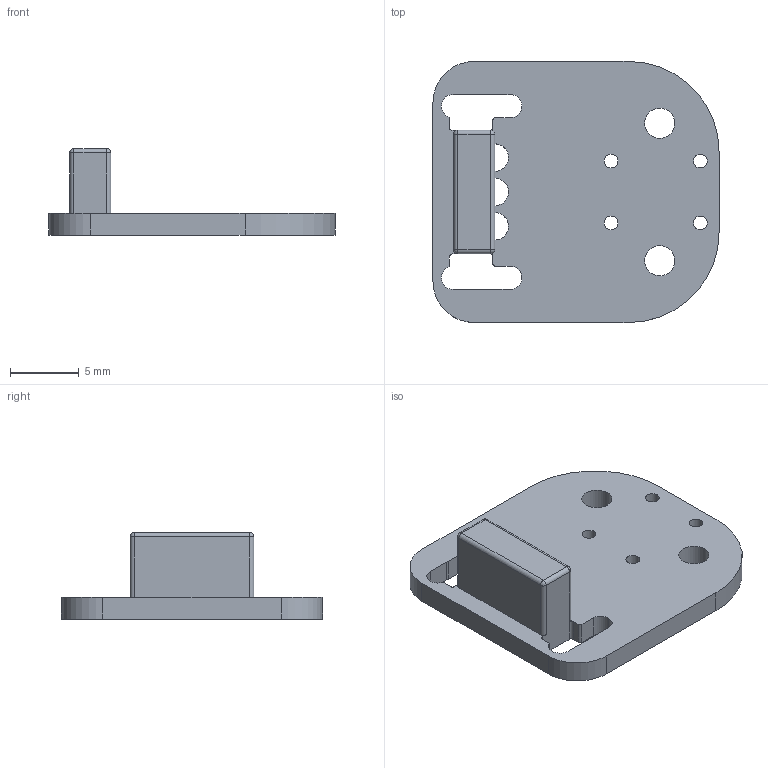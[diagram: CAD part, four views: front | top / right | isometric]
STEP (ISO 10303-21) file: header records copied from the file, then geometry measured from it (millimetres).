
FILE_DESCRIPTION(('HOOPS Exchange Step'),'2;1');
FILE_NAME('名称未設定.stp','2025-02-18T17:13:49+09:00',('hayashi'),('Unknown organisation'),'HOOPS Exchange 2023.2','HOOPS Exchange','Unknown authorisation');
FILE_SCHEMA( ('AP203_CONFIGURATION_CONTROLLED_3D_DESIGN_OF_MECHANICAL_PARTS_AND_ASSEMBLIES_MIM_LF') );
Length unit declared in the file: millimetre
Products named in the file (1): Solid 1936
Bounding box: 20.82 x 19 x 6.3 mm (x, y, z)
Volume: 659.7 mm3; surface area: 1004.4 mm2
Topology: 1 solids, 1 shells, 62 faces, 202 edges, 134 vertices
Faces by surface type: cylinder 30, plane 23, bspline 5, sphere 4
Full cylindrical faces by diameter (mm): 1 x4, 2.2 x2
Entity records: 2485 total; most frequent: CARTESIAN_POINT 634, ORIENTED_EDGE 396, DIRECTION 376, EDGE_CURVE 198, VERTEX_POINT 134, AXIS2_PLACEMENT_3D 130, VECTOR 116, LINE 116
